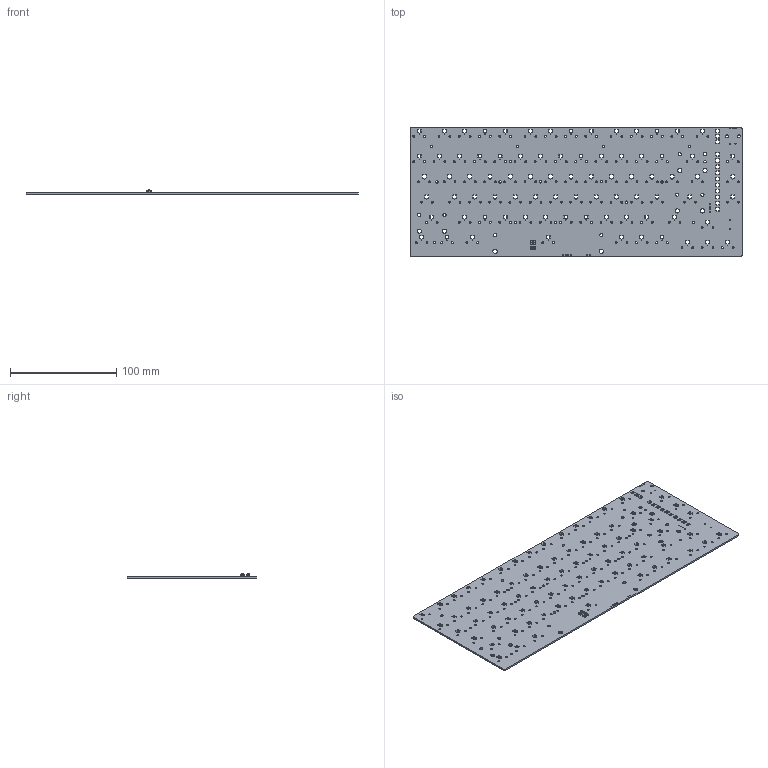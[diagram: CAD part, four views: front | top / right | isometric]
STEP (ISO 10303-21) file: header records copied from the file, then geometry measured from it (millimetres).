
FILE_DESCRIPTION(('KiCad electronic assembly'),'2;1');
FILE_NAME('SHEGO75_outline_RES.step','2025-10-18T16:36:48',('Pcbnew'),( 'Kicad'),'Open CASCADE STEP processor 7.9','KiCad to STEP converter' ,'Unknown');
FILE_SCHEMA(('AUTOMOTIVE_DESIGN { 1 0 10303 214 1 1 1 1 }'));
Length unit declared in the file: millimetre
Products named in the file (3): SHEGO75_outline_RES 1; SW_SPST_EVQP2_MiddlePushTravel_H2.5mm; SHEGO75-V2.2_PCB
Assembly tree (3 placements, depth 2):
  SHEGO75_outline_RES 1
    SW_SPST_EVQP2_MiddlePushTravel_H2.5mm  x2
    SHEGO75-V2.2_PCB
Bounding box: 312.54 x 122.34 x 4.09 mm (x, y, z)
Volume: 55351.2 mm3; surface area: 78496.7 mm2
Topology: 3 solids, 3 shells, 2086 faces, 6194 edges, 4118 vertices
Faces by surface type: cylinder 1462, plane 622, torus 2
Full cylindrical faces by diameter (mm): 0.3 x81, 1 x17, 1.7 x162, 1.8 x2, 2 x2, 2.2 x16, 2.6 x2, 3.048 x8, 3.988 x8
Entity records: 69839 total; most frequent: DIRECTION 12606, CARTESIAN_POINT 11622, ORIENTED_EDGE 11612, EDGE_CURVE 5806, AXIS2_PLACEMENT_3D 4849, VERTEX_POINT 3865, LINE 2908, VECTOR 2908
